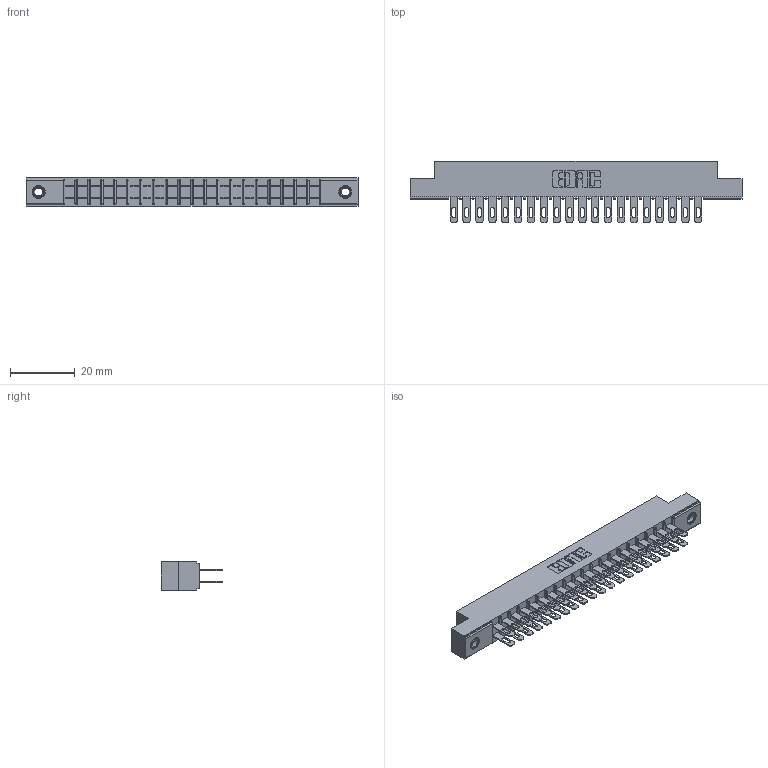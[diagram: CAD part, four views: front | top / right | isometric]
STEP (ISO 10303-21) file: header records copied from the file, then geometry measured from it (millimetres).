
FILE_DESCRIPTION (( 'STEP AP203' ), '1' );
FILE_NAME ('305-040-500-207.STEP', '2019-09-09T18:47:44', ( '' ), ( '' ), 'SwSTEP 2.0', 'SolidWorks 2016', '' );
FILE_SCHEMA (( 'CONFIG_CONTROL_DESIGN' ));
Length unit declared in the file: inch
Products named in the file (4): 305-290-001_500; 345-250-001_345-250-005-103; 305 Part_.156 Dia; 305-040-500-207
Assembly tree (43 placements, depth 2):
  305-040-500-207
    305 Part_.156 Dia
    305-290-001_500  x40
    345-250-001_345-250-005-103  x2
Bounding box: 102.26 x 18.85 x 8.71 mm (x, y, z)
Volume: 6522.5 mm3; surface area: 12955.2 mm2
Topology: 43 solids, 43 shells, 2176 faces, 6192 edges, 4012 vertices
Faces by surface type: plane 1220, cylinder 860, sphere 80, cone 12, torus 4
Entity records: 25540 total; most frequent: CARTESIAN_POINT 4209, ORIENTED_EDGE 4168, DIRECTION 4102, EDGE_CURVE 2084, LINE 1656, VECTOR 1656, VERTEX_POINT 1330, AXIS2_PLACEMENT_3D 1223
